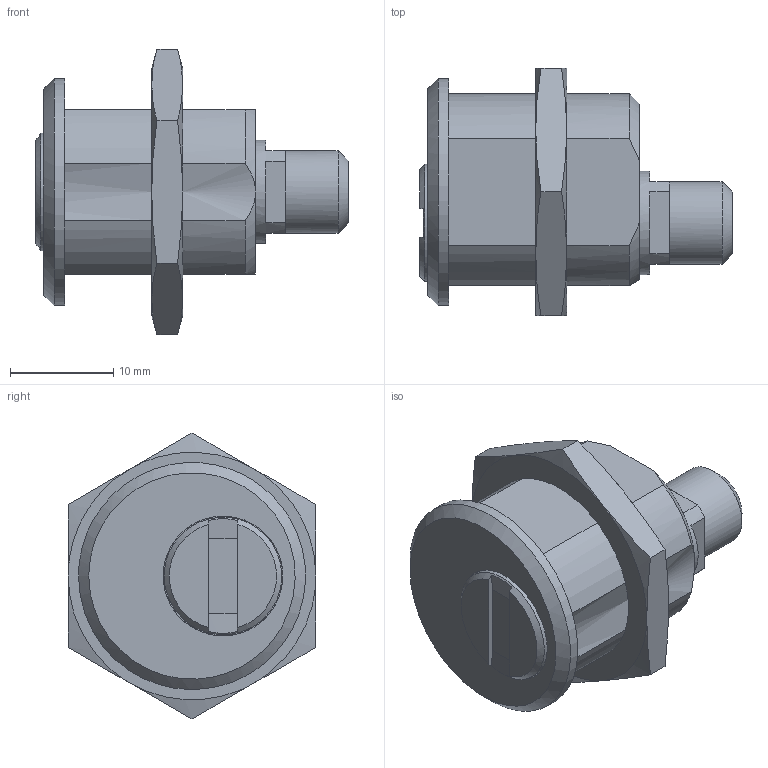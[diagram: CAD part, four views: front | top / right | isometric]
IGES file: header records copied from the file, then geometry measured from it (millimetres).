
Global section: file name: 225-08PHT-1.igs; preprocessor: I-DEAS 3D IGES Translator 10; date: 20110329.144416; units: millimetre
Bounding box: 30.3 x 24 x 27.71 mm (x, y, z)
Volume: 6633.1 mm3; surface area: 3014.5 mm2
Topology: 1 solids, 2 shells, 80 faces, 193 edges, 116 vertices
Faces by surface type: bspline 80
